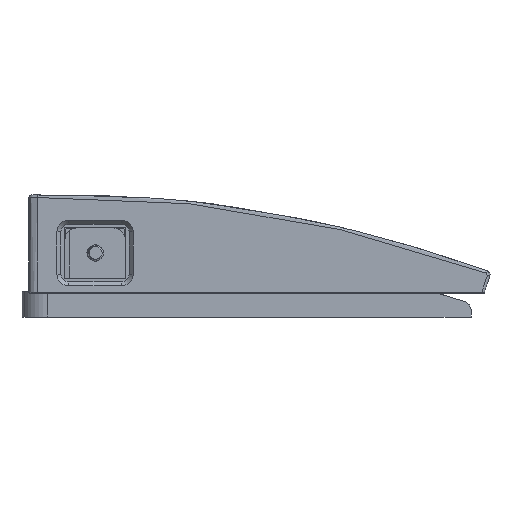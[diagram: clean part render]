
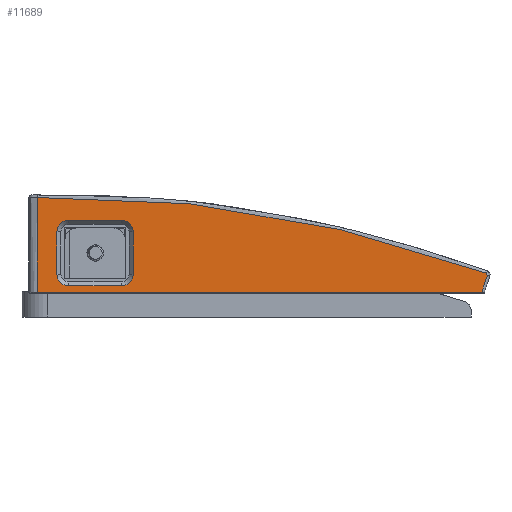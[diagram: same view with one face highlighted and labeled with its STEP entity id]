
A CAD part, left-side view. The second image highlights one B-rep face of the part: STEP entity #11689.
In plain terms, the highlighted planar face has unit normal (-1, 0, 0).
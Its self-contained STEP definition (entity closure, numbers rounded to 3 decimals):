
#153=CIRCLE('',#12377,2.731);
#155=CIRCLE('',#12381,2.731);
#157=CIRCLE('',#12385,2.731);
#159=CIRCLE('',#12389,2.731);
#557=FACE_BOUND('',#1729,.T.);
#1044=FACE_OUTER_BOUND('',#1728,.T.);
#1728=EDGE_LOOP('',(#9264,#9265,#9266,#9267,#9268));
#1729=EDGE_LOOP('',(#9269,#9270,#9271,#9272,#9273,#9274,#9275,#9276));
#2722=LINE('',#22903,#3846);
#2727=LINE('',#22917,#3851);
#2731=LINE('',#22929,#3855);
#2735=LINE('',#22941,#3859);
#2750=LINE('',#23000,#3874);
#2751=LINE('',#23021,#3875);
#2752=LINE('',#23022,#3876);
#3846=VECTOR('',#14083,10.);
#3851=VECTOR('',#14096,10.);
#3855=VECTOR('',#14108,10.);
#3859=VECTOR('',#14120,10.);
#3874=VECTOR('',#14155,10.);
#3875=VECTOR('',#14156,10.);
#3876=VECTOR('',#14157,10.);
#4519=B_SPLINE_CURVE_WITH_KNOTS('',3,(#23002,#23003,#23004,#23005,#23006),
 .UNSPECIFIED.,.F.,.F.,(4,1,4),(0.,0.035,0.062),
 .UNSPECIFIED.);
#4520=B_SPLINE_CURVE_WITH_KNOTS('',3,(#23008,#23009,#23010,#23011,#23012,
#23013,#23014,#23015,#23016,#23017,#23018,#23019),.UNSPECIFIED.,.F.,.F.,
(4,2,2,2,2,4),(0.,0.949,5.804,
10.336,10.477,10.706),.UNSPECIFIED.);
#5247=VERTEX_POINT('',#22901);
#5248=VERTEX_POINT('',#22902);
#5251=VERTEX_POINT('',#22910);
#5253=VERTEX_POINT('',#22916);
#5255=VERTEX_POINT('',#22922);
#5257=VERTEX_POINT('',#22928);
#5259=VERTEX_POINT('',#22934);
#5261=VERTEX_POINT('',#22940);
#5271=VERTEX_POINT('',#22998);
#5272=VERTEX_POINT('',#22999);
#5273=VERTEX_POINT('',#23001);
#5274=VERTEX_POINT('',#23007);
#5275=VERTEX_POINT('',#23020);
#6657=EDGE_CURVE('',#5247,#5248,#2722,.T.);
#6661=EDGE_CURVE('',#5248,#5251,#153,.T.);
#6664=EDGE_CURVE('',#5251,#5253,#2727,.T.);
#6667=EDGE_CURVE('',#5253,#5255,#155,.T.);
#6670=EDGE_CURVE('',#5255,#5257,#2731,.T.);
#6673=EDGE_CURVE('',#5257,#5259,#157,.T.);
#6676=EDGE_CURVE('',#5259,#5261,#2735,.T.);
#6679=EDGE_CURVE('',#5261,#5247,#159,.T.);
#6695=EDGE_CURVE('',#5271,#5272,#2750,.T.);
#6696=EDGE_CURVE('',#5273,#5271,#4519,.T.);
#6697=EDGE_CURVE('',#5274,#5273,#4520,.T.);
#6698=EDGE_CURVE('',#5275,#5274,#2751,.T.);
#6699=EDGE_CURVE('',#5275,#5272,#2752,.T.);
#9264=ORIENTED_EDGE('',*,*,#6695,.F.);
#9265=ORIENTED_EDGE('',*,*,#6696,.F.);
#9266=ORIENTED_EDGE('',*,*,#6697,.F.);
#9267=ORIENTED_EDGE('',*,*,#6698,.F.);
#9268=ORIENTED_EDGE('',*,*,#6699,.T.);
#9269=ORIENTED_EDGE('',*,*,#6670,.F.);
#9270=ORIENTED_EDGE('',*,*,#6667,.F.);
#9271=ORIENTED_EDGE('',*,*,#6664,.F.);
#9272=ORIENTED_EDGE('',*,*,#6661,.F.);
#9273=ORIENTED_EDGE('',*,*,#6657,.F.);
#9274=ORIENTED_EDGE('',*,*,#6679,.F.);
#9275=ORIENTED_EDGE('',*,*,#6676,.F.);
#9276=ORIENTED_EDGE('',*,*,#6673,.F.);
#11207=PLANE('',#12397);
#11689=ADVANCED_FACE('',(#1044,#557),#11207,.T.);
#12377=AXIS2_PLACEMENT_3D('',#22911,#14089,#14090);
#12381=AXIS2_PLACEMENT_3D('',#22923,#14101,#14102);
#12385=AXIS2_PLACEMENT_3D('',#22935,#14113,#14114);
#12389=AXIS2_PLACEMENT_3D('',#22946,#14125,#14126);
#12397=AXIS2_PLACEMENT_3D('',#22997,#14153,#14154);
#14083=DIRECTION('',(0.,0.,1.));
#14089=DIRECTION('center_axis',(-1.,0.,0.));
#14090=DIRECTION('ref_axis',(0.,-0.707,0.707));
#14096=DIRECTION('',(0.,1.,0.));
#14101=DIRECTION('center_axis',(-1.,0.,0.));
#14102=DIRECTION('ref_axis',(0.,0.707,0.707));
#14108=DIRECTION('',(0.,0.,-1.));
#14113=DIRECTION('center_axis',(-1.,0.,0.));
#14114=DIRECTION('ref_axis',(0.,0.707,-0.707));
#14120=DIRECTION('',(0.,-1.,0.));
#14125=DIRECTION('center_axis',(-1.,0.,0.));
#14126=DIRECTION('ref_axis',(0.,-0.707,-0.707));
#14153=DIRECTION('center_axis',(-1.,0.,0.));
#14154=DIRECTION('ref_axis',(0.,-1.,0.));
#14155=DIRECTION('',(0.,0.318,-0.948));
#14156=DIRECTION('',(0.,0.,1.));
#14157=DIRECTION('',(0.,-1.,0.));
#22901=CARTESIAN_POINT('',(-32.591,37.069,50.05));
#22902=CARTESIAN_POINT('',(-32.591,37.069,59.95));
#22903=CARTESIAN_POINT('',(-32.591,37.069,52.043));
#22910=CARTESIAN_POINT('',(-32.591,39.8,62.681));
#22911=CARTESIAN_POINT('Origin',(-32.591,39.8,59.95));
#22916=CARTESIAN_POINT('',(-32.591,52.2,62.681));
#22917=CARTESIAN_POINT('',(-32.591,20.455,62.681));
#22922=CARTESIAN_POINT('',(-32.591,54.931,59.95));
#22923=CARTESIAN_POINT('Origin',(-32.591,52.2,59.95));
#22928=CARTESIAN_POINT('',(-32.591,54.931,50.05));
#22929=CARTESIAN_POINT('',(-32.591,54.931,56.993));
#22934=CARTESIAN_POINT('',(-32.591,52.2,47.319));
#22935=CARTESIAN_POINT('Origin',(-32.591,52.2,50.05));
#22940=CARTESIAN_POINT('',(-32.591,39.8,47.319));
#22941=CARTESIAN_POINT('',(-32.591,26.655,47.319));
#22946=CARTESIAN_POINT('Origin',(-32.591,39.8,50.05));
#22997=CARTESIAN_POINT('Origin',(-32.591,1.111,54.036));
#22998=CARTESIAN_POINT('',(-32.591,-45.864,49.776));
#22999=CARTESIAN_POINT('',(-32.591,-44.539,45.826));
#23000=CARTESIAN_POINT('',(-32.591,-44.309,45.14));
#23001=CARTESIAN_POINT('',(-32.591,-45.62,50.28));
#23002=CARTESIAN_POINT('Ctrl Pts',(-32.591,-45.62,
50.28));
#23003=CARTESIAN_POINT('Ctrl Pts',(-32.591,-45.731,
50.24));
#23004=CARTESIAN_POINT('Ctrl Pts',(-32.591,-45.89,
50.079));
#23005=CARTESIAN_POINT('Ctrl Pts',(-32.591,-45.892,
49.86));
#23006=CARTESIAN_POINT('Ctrl Pts',(-32.591,-45.864,
49.776));
#23007=CARTESIAN_POINT('',(-32.591,59.5,68.));
#23008=CARTESIAN_POINT('Ctrl Pts',(-32.591,59.5,68.));
#23009=CARTESIAN_POINT('Ctrl Pts',(-32.591,56.337,68.));
#23010=CARTESIAN_POINT('Ctrl Pts',(-32.591,53.172,68.));
#23011=CARTESIAN_POINT('Ctrl Pts',(-32.591,33.768,68.004));
#23012=CARTESIAN_POINT('Ctrl Pts',(-32.591,17.564,66.237));
#23013=CARTESIAN_POINT('Ctrl Pts',(-32.591,-13.169,
60.428));
#23014=CARTESIAN_POINT('Ctrl Pts',(-32.591,-27.886,
56.569));
#23015=CARTESIAN_POINT('Ctrl Pts',(-32.591,-42.579,
51.371));
#23016=CARTESIAN_POINT('Ctrl Pts',(-32.591,-43.022,
51.213));
#23017=CARTESIAN_POINT('Ctrl Pts',(-32.591,-44.183,
50.796));
#23018=CARTESIAN_POINT('Ctrl Pts',(-32.591,-44.901,
50.538));
#23019=CARTESIAN_POINT('Ctrl Pts',(-32.591,-45.62,
50.28));
#23020=CARTESIAN_POINT('',(-32.591,59.5,45.826));
#23021=CARTESIAN_POINT('',(-32.591,59.5,54.036));
#23022=CARTESIAN_POINT('',(-32.591,-41.991,45.826));
